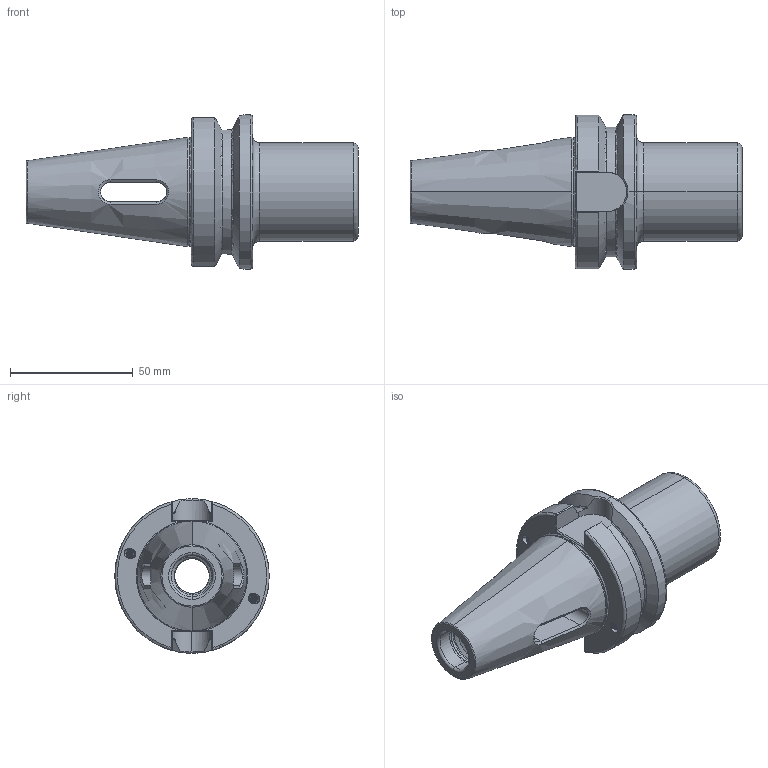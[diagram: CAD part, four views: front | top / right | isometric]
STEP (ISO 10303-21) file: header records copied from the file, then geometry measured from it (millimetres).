
FILE_DESCRIPTION (( 'STEP AP203' ), '1' );
FILE_NAME ('406.07.03.STEP', '2016-08-01T05:12:30', ( '' ), ( '' ), 'SwSTEP 2.0', 'SolidWorks 2012', '' );
FILE_SCHEMA (( 'CONFIG_CONTROL_DESIGN' ));
Length unit declared in the file: millimetre
Products named in the file (1): 406.07.03
Bounding box: 135.4 x 63 x 63 mm (x, y, z)
Volume: 141272.7 mm3; surface area: 33515.6 mm2
Topology: 1 solids, 1 shells, 193 faces, 516 edges, 325 vertices
Faces by surface type: cylinder 81, plane 39, torus 29, cone 22, bspline 22
Entity records: 13528 total; most frequent: CARTESIAN_POINT 9156, ORIENTED_EDGE 1032, DIRECTION 764, EDGE_CURVE 516, VERTEX_POINT 325, AXIS2_PLACEMENT_3D 302, EDGE_LOOP 203, FACE_OUTER_BOUND 193
